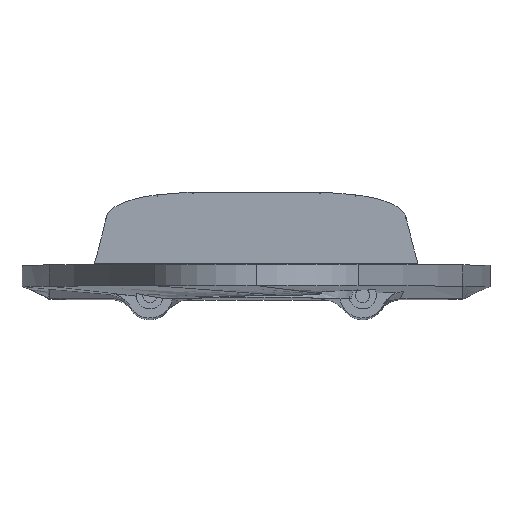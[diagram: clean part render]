
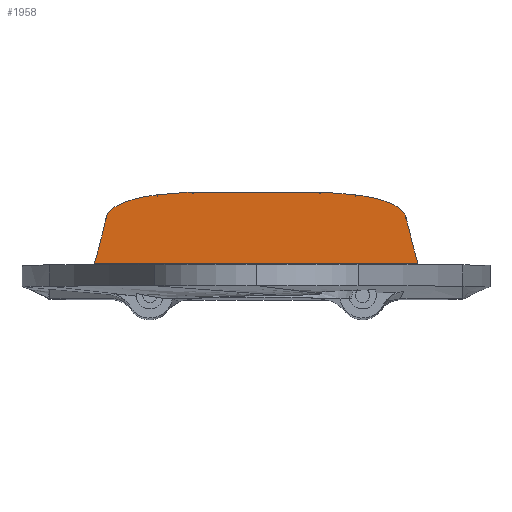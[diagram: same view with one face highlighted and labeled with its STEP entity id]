
A CAD part, top view. The second image highlights one B-rep face of the part: STEP entity #1958.
In plain terms, the highlighted planar face has unit normal (0, 0.951, 0.309).
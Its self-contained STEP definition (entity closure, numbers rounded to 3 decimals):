
#91=ELLIPSE('',#2163,3220.191,3062.584);
#92=ELLIPSE('',#2166,3220.191,3062.584);
#93=ELLIPSE('',#2167,26.889,25.573);
#94=ELLIPSE('',#2168,121.799,115.838);
#95=ELLIPSE('',#2169,121.799,115.838);
#96=ELLIPSE('',#2170,26.889,25.573);
#267=LINE('',#4901,#359);
#268=LINE('',#4910,#360);
#359=VECTOR('',#2574,10.);
#360=VECTOR('',#2583,10.);
#498=FACE_OUTER_BOUND('',#633,.T.);
#633=EDGE_LOOP('',(#1691,#1692,#1693,#1694,#1695,#1696,#1697,#1698));
#932=VERTEX_POINT('',#4867);
#933=VERTEX_POINT('',#4874);
#934=VERTEX_POINT('',#4894);
#935=VERTEX_POINT('',#4903);
#936=VERTEX_POINT('',#4905);
#937=VERTEX_POINT('',#4907);
#938=VERTEX_POINT('',#4909);
#939=VERTEX_POINT('',#4911);
#1200=EDGE_CURVE('',#932,#933,#91,.T.);
#1203=EDGE_CURVE('',#934,#932,#267,.T.);
#1204=EDGE_CURVE('',#935,#934,#92,.T.);
#1205=EDGE_CURVE('',#936,#935,#93,.T.);
#1206=EDGE_CURVE('',#937,#936,#94,.T.);
#1207=EDGE_CURVE('',#937,#938,#268,.T.);
#1208=EDGE_CURVE('',#939,#938,#95,.T.);
#1209=EDGE_CURVE('',#933,#939,#96,.T.);
#1691=ORIENTED_EDGE('',*,*,#1203,.F.);
#1692=ORIENTED_EDGE('',*,*,#1204,.F.);
#1693=ORIENTED_EDGE('',*,*,#1205,.F.);
#1694=ORIENTED_EDGE('',*,*,#1206,.F.);
#1695=ORIENTED_EDGE('',*,*,#1207,.T.);
#1696=ORIENTED_EDGE('',*,*,#1208,.F.);
#1697=ORIENTED_EDGE('',*,*,#1209,.F.);
#1698=ORIENTED_EDGE('',*,*,#1200,.F.);
#1866=PLANE('',#2165);
#1958=ADVANCED_FACE('',(#498),#1866,.F.);
#2163=AXIS2_PLACEMENT_3D('',#4875,#2569,#2570);
#2165=AXIS2_PLACEMENT_3D('',#4902,#2575,#2576);
#2166=AXIS2_PLACEMENT_3D('',#4904,#2577,#2578);
#2167=AXIS2_PLACEMENT_3D('',#4906,#2579,#2580);
#2168=AXIS2_PLACEMENT_3D('',#4908,#2581,#2582);
#2169=AXIS2_PLACEMENT_3D('',#4912,#2584,#2585);
#2170=AXIS2_PLACEMENT_3D('',#4913,#2586,#2587);
#2569=DIRECTION('center_axis',(0.,0.951,0.309));
#2570=DIRECTION('ref_axis',(0.,0.309,-0.951));
#2574=DIRECTION('',(-1.,0.,0.));
#2575=DIRECTION('center_axis',(0.,-0.951,-0.309));
#2576=DIRECTION('ref_axis',(0.,-0.309,0.951));
#2577=DIRECTION('center_axis',(0.,0.951,0.309));
#2578=DIRECTION('ref_axis',(0.,0.309,-0.951));
#2579=DIRECTION('center_axis',(0.,-0.951,-0.309));
#2580=DIRECTION('ref_axis',(0.,0.309,-0.951));
#2581=DIRECTION('center_axis',(0.,-0.951,-0.309));
#2582=DIRECTION('ref_axis',(0.,0.309,-0.951));
#2583=DIRECTION('',(-1.,0.,0.));
#2584=DIRECTION('center_axis',(0.,-0.951,-0.309));
#2585=DIRECTION('ref_axis',(0.,0.309,-0.951));
#2586=DIRECTION('center_axis',(0.,-0.951,-0.309));
#2587=DIRECTION('ref_axis',(0.,0.309,-0.951));
#4867=CARTESIAN_POINT('',(-53.608,7.979,-195.33));
#4874=CARTESIAN_POINT('',(-49.662,23.638,-243.522));
#4875=CARTESIAN_POINT('Origin',(-3103.91,97.007,-469.329));
#4894=CARTESIAN_POINT('',(52.825,7.979,-195.33));
#4901=CARTESIAN_POINT('',(37.304,7.979,-195.33));
#4902=CARTESIAN_POINT('Origin',(75.,31.675,-268.26));
#4903=CARTESIAN_POINT('',(48.879,23.638,-243.522));
#4904=CARTESIAN_POINT('Origin',(3103.127,97.007,-469.329));
#4905=CARTESIAN_POINT('',(32.218,30.822,-265.632));
#4906=CARTESIAN_POINT('Origin',(23.376,23.025,-241.637));
#4907=CARTESIAN_POINT('',(21.343,31.675,-268.26));
#4908=CARTESIAN_POINT('Origin',(-0.392,-5.294,-154.479));
#4909=CARTESIAN_POINT('',(-22.126,31.675,-268.26));
#4910=CARTESIAN_POINT('',(75.,31.675,-268.26));
#4911=CARTESIAN_POINT('',(-33.001,30.822,-265.632));
#4912=CARTESIAN_POINT('Origin',(-0.392,-5.294,-154.479));
#4913=CARTESIAN_POINT('Origin',(-24.159,23.025,-241.637));
